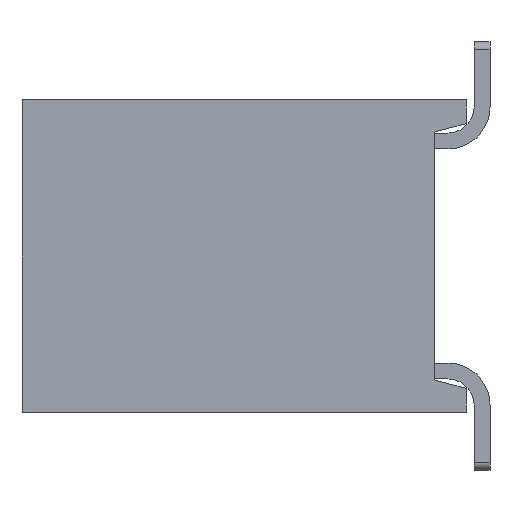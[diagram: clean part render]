
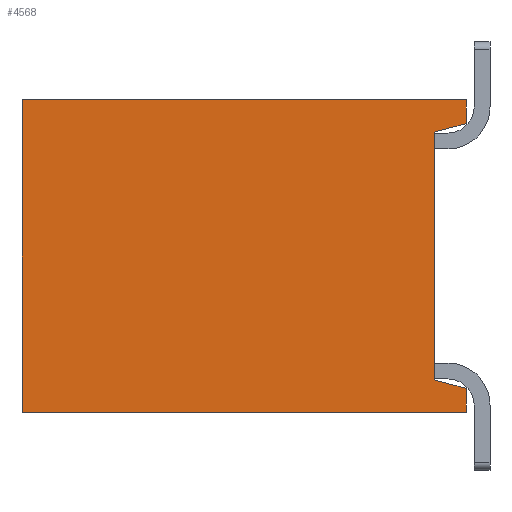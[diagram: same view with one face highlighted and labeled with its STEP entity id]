
A CAD part, left-side view. The second image highlights one B-rep face of the part: STEP entity #4568.
In plain terms, the highlighted planar face has unit normal (-1, 0, 0).
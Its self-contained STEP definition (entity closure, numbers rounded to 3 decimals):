
#37 = CARTESIAN_POINT ( 'NONE',  ( -6.604, 0.381, 2.502 ) ) ;
#126 = CARTESIAN_POINT ( 'NONE',  ( -6.604, 0.889, 1.985 ) ) ;
#259 = LINE ( 'NONE', #4468, #5092 ) ;
#324 = DIRECTION ( 'NONE',  ( -1., 0., 0. ) ) ;
#348 = LINE ( 'NONE', #4577, #2569 ) ;
#360 = EDGE_CURVE ( 'NONE', #4500, #4824, #1480, .T. ) ;
#377 = CARTESIAN_POINT ( 'NONE',  ( -6.604, 0.381, -2.502 ) ) ;
#480 = LINE ( 'NONE', #37, #3487 ) ;
#847 = VECTOR ( 'NONE', #4625, 1000. ) ;
#868 = CARTESIAN_POINT ( 'NONE',  ( -6.604, 0.381, 2.502 ) ) ;
#917 = CARTESIAN_POINT ( 'NONE',  ( -6.604, 0.381, 2.121 ) ) ;
#1049 = ORIENTED_EDGE ( 'NONE', *, *, #1716, .T. ) ;
#1221 = DIRECTION ( 'NONE',  ( 0., 0., 1. ) ) ;
#1223 = DIRECTION ( 'NONE',  ( 0., 0., 1. ) ) ;
#1265 = EDGE_CURVE ( 'NONE', #4824, #4913, #348, .T. ) ;
#1480 = LINE ( 'NONE', #5172, #5303 ) ;
#1494 = AXIS2_PLACEMENT_3D ( 'NONE', #2395, #324, #4937 ) ;
#1498 = CARTESIAN_POINT ( 'NONE',  ( -6.604, 0.889, -1.985 ) ) ;
#1536 = CARTESIAN_POINT ( 'NONE',  ( -6.604, 7.493, 2.502 ) ) ;
#1661 = CARTESIAN_POINT ( 'NONE',  ( -6.604, 7.493, -2.502 ) ) ;
#1677 = DIRECTION ( 'NONE',  ( 0., 1., 0. ) ) ;
#1716 = EDGE_CURVE ( 'NONE', #4913, #4635, #3824, .T. ) ;
#1720 = CARTESIAN_POINT ( 'NONE',  ( -6.604, 0.889, 1.985 ) ) ;
#1723 = ORIENTED_EDGE ( 'NONE', *, *, #3985, .T. ) ;
#1795 = CARTESIAN_POINT ( 'NONE',  ( -6.604, 0.381, -2.502 ) ) ;
#1859 = EDGE_LOOP ( 'NONE', ( #5023, #2809, #4534, #1723, #2171, #2133, #1049, #2601 ) ) ;
#1988 = VERTEX_POINT ( 'NONE', #1795 ) ;
#2034 = CARTESIAN_POINT ( 'NONE',  ( -6.604, 0.381, 2.121 ) ) ;
#2052 = LINE ( 'NONE', #377, #5097 ) ;
#2133 = ORIENTED_EDGE ( 'NONE', *, *, #1265, .T. ) ;
#2171 = ORIENTED_EDGE ( 'NONE', *, *, #360, .T. ) ;
#2231 = DIRECTION ( 'NONE',  ( 0., 0.966, 0.259 ) ) ;
#2395 = CARTESIAN_POINT ( 'NONE',  ( -6.604, 0., 0. ) ) ;
#2569 = VECTOR ( 'NONE', #1221, 1000. ) ;
#2579 = VERTEX_POINT ( 'NONE', #1661 ) ;
#2601 = ORIENTED_EDGE ( 'NONE', *, *, #5149, .T. ) ;
#2809 = ORIENTED_EDGE ( 'NONE', *, *, #3699, .T. ) ;
#2911 = VECTOR ( 'NONE', #3910, 1000. ) ;
#3012 = CARTESIAN_POINT ( 'NONE',  ( -6.604, 7.493, -2.502 ) ) ;
#3021 = EDGE_CURVE ( 'NONE', #2579, #1988, #5075, .T. ) ;
#3476 = CARTESIAN_POINT ( 'NONE',  ( -6.604, 0.381, -2.121 ) ) ;
#3487 = VECTOR ( 'NONE', #1677, 1000. ) ;
#3699 = EDGE_CURVE ( 'NONE', #3945, #2579, #259, .T. ) ;
#3808 = LINE ( 'NONE', #917, #2911 ) ;
#3824 = LINE ( 'NONE', #1720, #847 ) ;
#3830 = DIRECTION ( 'NONE',  ( 0., -1., 0. ) ) ;
#3834 = EDGE_CURVE ( 'NONE', #4014, #3945, #480, .T. ) ;
#3910 = DIRECTION ( 'NONE',  ( 0., 0., 1. ) ) ;
#3945 = VERTEX_POINT ( 'NONE', #1536 ) ;
#3985 = EDGE_CURVE ( 'NONE', #1988, #4500, #2052, .T. ) ;
#3994 = DIRECTION ( 'NONE',  ( 0., 0., -1. ) ) ;
#4014 = VERTEX_POINT ( 'NONE', #868 ) ;
#4316 = VECTOR ( 'NONE', #3830, 1000. ) ;
#4468 = CARTESIAN_POINT ( 'NONE',  ( -6.604, 7.493, 2.502 ) ) ;
#4500 = VERTEX_POINT ( 'NONE', #3476 ) ;
#4534 = ORIENTED_EDGE ( 'NONE', *, *, #3021, .T. ) ;
#4568 = ADVANCED_FACE ( 'NONE', ( #5304 ), #4883, .T. ) ;
#4577 = CARTESIAN_POINT ( 'NONE',  ( -6.604, 0.889, -1.985 ) ) ;
#4625 = DIRECTION ( 'NONE',  ( 0., -0.966, 0.259 ) ) ;
#4635 = VERTEX_POINT ( 'NONE', #2034 ) ;
#4824 = VERTEX_POINT ( 'NONE', #1498 ) ;
#4883 = PLANE ( 'NONE',  #1494 ) ;
#4913 = VERTEX_POINT ( 'NONE', #126 ) ;
#4937 = DIRECTION ( 'NONE',  ( 0., 0., 1. ) ) ;
#5023 = ORIENTED_EDGE ( 'NONE', *, *, #3834, .T. ) ;
#5075 = LINE ( 'NONE', #3012, #4316 ) ;
#5092 = VECTOR ( 'NONE', #3994, 1000. ) ;
#5097 = VECTOR ( 'NONE', #1223, 1000. ) ;
#5149 = EDGE_CURVE ( 'NONE', #4635, #4014, #3808, .T. ) ;
#5172 = CARTESIAN_POINT ( 'NONE',  ( -6.604, 0.381, -2.121 ) ) ;
#5303 = VECTOR ( 'NONE', #2231, 1000. ) ;
#5304 = FACE_OUTER_BOUND ( 'NONE', #1859, .T. ) ;
